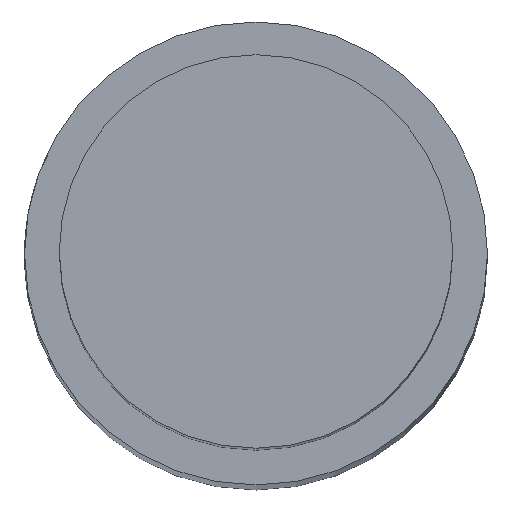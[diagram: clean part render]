
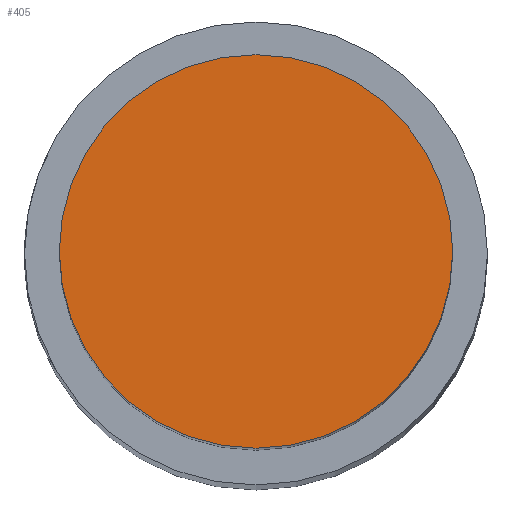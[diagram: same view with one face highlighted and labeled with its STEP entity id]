
A CAD part, top view. The second image highlights one B-rep face of the part: STEP entity #405.
In plain terms, the highlighted planar face has unit normal (0, 0, 1).
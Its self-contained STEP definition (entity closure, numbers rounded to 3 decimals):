
#193=CARTESIAN_POINT('',(0.,0.,10.));
#194=DIRECTION('',(0.,0.,1.));
#195=DIRECTION('',(1.,0.,0.));
#196=AXIS2_PLACEMENT_3D('',#193,#194,#195);
#201=CARTESIAN_POINT('',(0.,0.,10.));
#202=DIRECTION('',(0.,0.,1.));
#203=DIRECTION('',(-1.,0.,0.));
#204=AXIS2_PLACEMENT_3D('',#201,#202,#203);
#217=CARTESIAN_POINT('',(1.7,0.,10.));
#218=CARTESIAN_POINT('',(-1.7,0.,10.));
#219=VERTEX_POINT('',#217);
#220=VERTEX_POINT('',#218);
#396=CARTESIAN_POINT('',(0.,0.,10.));
#397=DIRECTION('',(0.,0.,1.));
#398=DIRECTION('',(1.,0.,0.));
#399=AXIS2_PLACEMENT_3D('',#396,#397,#398);
#400=PLANE('',#399);
#401=ORIENTED_EDGE('',*,*,#352,.F.);
#402=ORIENTED_EDGE('',*,*,#378,.F.);
#403=EDGE_LOOP('',(#401,#402));
#404=FACE_OUTER_BOUND('',#403,.F.);
#405=ADVANCED_FACE('',(#404),#400,.T.);
#197=CIRCLE('',#196,1.7);
#205=CIRCLE('',#204,1.7);
#352=EDGE_CURVE('',#219,#220,#197,.T.);
#378=EDGE_CURVE('',#220,#219,#205,.T.);
